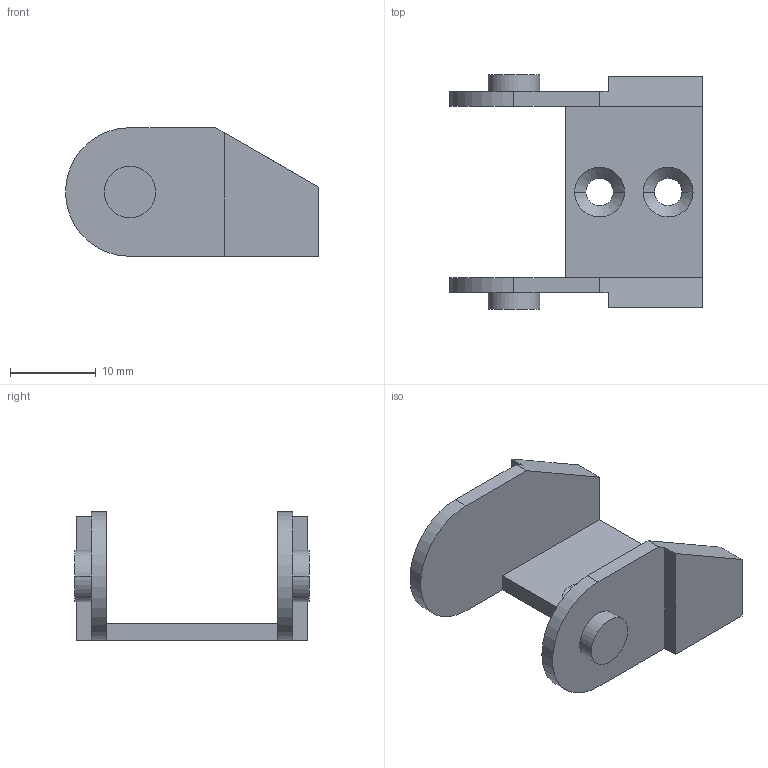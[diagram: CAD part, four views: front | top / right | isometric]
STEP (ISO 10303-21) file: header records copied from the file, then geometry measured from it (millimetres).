
FILE_DESCRIPTION(('STEP AP214'),'1');
FILE_NAME('0_64m_06_20_028_0___060_20_12_A1_4.stp','2018-02-06T19:37:46',('igus GmbH'),(''),'Spatial InterOp 3D',' ',' ');
FILE_SCHEMA(('AUTOMOTIVE_DESIGN'));
Length unit declared in the file: millimetre
Products named in the file (1): 2018_02_06__20-37-46-055
Bounding box: 29.5 x 27.3 x 15 mm (x, y, z)
Volume: 2445.5 mm3; surface area: 2664.8 mm2
Topology: 1 solids, 1 shells, 32 faces, 80 edges, 52 vertices
Faces by surface type: plane 18, cylinder 10, cone 4
Entity records: 1244 total; most frequent: DIRECTION 170, CARTESIAN_POINT 165, ORIENTED_EDGE 160, EDGE_CURVE 80, AXIS2_PLACEMENT_3D 57, LINE 56, VECTOR 56, VERTEX_POINT 52
